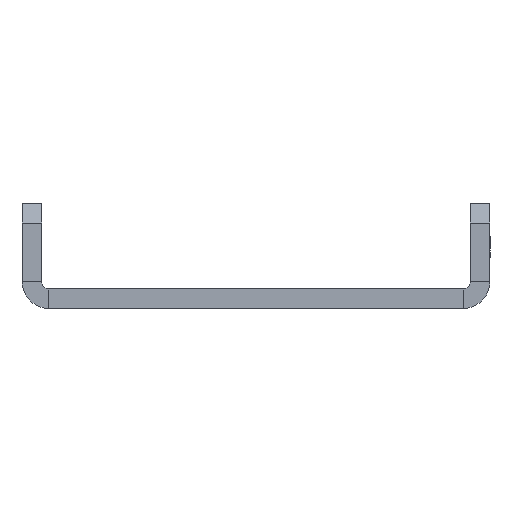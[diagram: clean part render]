
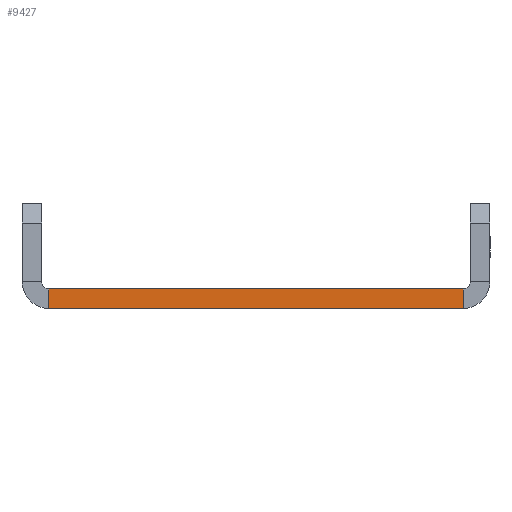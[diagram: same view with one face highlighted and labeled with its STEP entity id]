
A CAD part, left-side view. The second image highlights one B-rep face of the part: STEP entity #9427.
In plain terms, the highlighted planar face has unit normal (-1, 0, 0).
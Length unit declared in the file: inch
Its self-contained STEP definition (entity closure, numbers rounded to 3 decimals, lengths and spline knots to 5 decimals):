
#152 = CARTESIAN_POINT ( 'NONE',  ( -13.25, 1.327, 0.125 ) ) ;
#777 = DIRECTION ( 'NONE',  ( 0., -1., 0. ) ) ;
#790 = VERTEX_POINT ( 'NONE', #11134 ) ;
#796 = CARTESIAN_POINT ( 'NONE',  ( -13.25, 1.327, 0.125 ) ) ;
#1708 = VERTEX_POINT ( 'NONE', #10921 ) ;
#1909 = VERTEX_POINT ( 'NONE', #15667 ) ;
#2108 = ORIENTED_EDGE ( 'NONE', *, *, #4006, .T. ) ;
#2191 = ORIENTED_EDGE ( 'NONE', *, *, #4898, .F. ) ;
#2319 = ORIENTED_EDGE ( 'NONE', *, *, #2422, .F. ) ;
#2418 = ORIENTED_EDGE ( 'NONE', *, *, #4907, .T. ) ;
#2422 = EDGE_CURVE ( 'NONE', #17071, #790, #14119, .T. ) ;
#3023 = DIRECTION ( 'NONE',  ( 0., 0., -1. ) ) ;
#4006 = EDGE_CURVE ( 'NONE', #1909, #1708, #11211, .T. ) ;
#4898 = EDGE_CURVE ( 'NONE', #790, #1708, #6966, .T. ) ;
#4907 = EDGE_CURVE ( 'NONE', #17071, #1909, #16513, .T. ) ;
#6825 = CARTESIAN_POINT ( 'NONE',  ( -13.25, 1.327, 0.125 ) ) ;
#6966 = LINE ( 'NONE', #12745, #10297 ) ;
#8489 = CARTESIAN_POINT ( 'NONE',  ( -13.25, 1.327, 0. ) ) ;
#8619 = DIRECTION ( 'NONE',  ( 0., -1., 0. ) ) ;
#9427 = ADVANCED_FACE ( 'NONE', ( #10909 ), #13900, .F. ) ;
#9696 = EDGE_LOOP ( 'NONE', ( #2108, #2191, #2319, #2418 ) ) ;
#10297 = VECTOR ( 'NONE', #12714, 39.37008 ) ;
#10909 = FACE_OUTER_BOUND ( 'NONE', #9696, .T. ) ;
#10921 = CARTESIAN_POINT ( 'NONE',  ( -13.25, -1.327, 0. ) ) ;
#11134 = CARTESIAN_POINT ( 'NONE',  ( -13.25, -1.327, 0.125 ) ) ;
#11211 = LINE ( 'NONE', #8489, #14114 ) ;
#11504 = DIRECTION ( 'NONE',  ( 1., 0., 0. ) ) ;
#11817 = DIRECTION ( 'NONE',  ( 0., 0., -1. ) ) ;
#11896 = CARTESIAN_POINT ( 'NONE',  ( -13.25, 1.327, 0.125 ) ) ;
#12714 = DIRECTION ( 'NONE',  ( 0., 0., -1. ) ) ;
#12745 = CARTESIAN_POINT ( 'NONE',  ( -13.25, -1.327, 0.125 ) ) ;
#13900 = PLANE ( 'NONE',  #14829 ) ;
#14086 = VECTOR ( 'NONE', #11817, 39.37008 ) ;
#14114 = VECTOR ( 'NONE', #8619, 39.37008 ) ;
#14119 = LINE ( 'NONE', #796, #16878 ) ;
#14829 = AXIS2_PLACEMENT_3D ( 'NONE', #152, #11504, #3023 ) ;
#15667 = CARTESIAN_POINT ( 'NONE',  ( -13.25, 1.327, 0. ) ) ;
#16513 = LINE ( 'NONE', #11896, #14086 ) ;
#16878 = VECTOR ( 'NONE', #777, 39.37008 ) ;
#17071 = VERTEX_POINT ( 'NONE', #6825 ) ;
